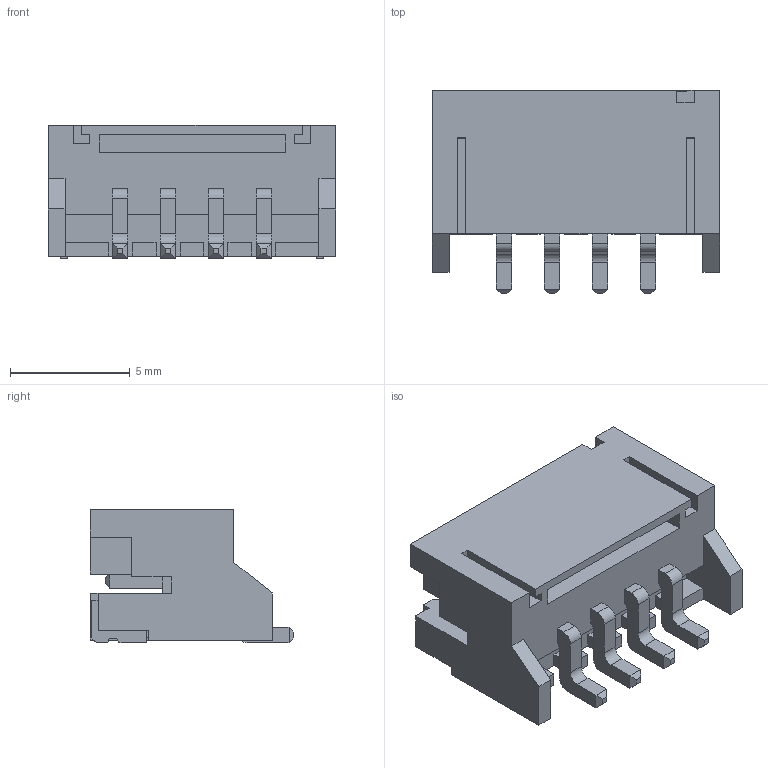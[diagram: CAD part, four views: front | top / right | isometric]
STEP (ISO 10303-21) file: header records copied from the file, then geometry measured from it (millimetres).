
FILE_DESCRIPTION (( 'STEP AP214' ), '1' );
FILE_NAME ('CONN-SMD_PH2.0-4PWB.step', '2022-08-01T08:33:47', ( '' ), ( '' ), 'SwSTEP 2.0', 'SolidWorks 2020', '' );
FILE_SCHEMA (( 'AUTOMOTIVE_DESIGN' ));
Length unit declared in the file: millimetre
Products named in the file (1): CONN-SMD_PH2.0-4PWB
Bounding box: 12 x 8.5 x 5.56 mm (x, y, z)
Volume: 225.7 mm3; surface area: 613.9 mm2
Topology: 14 solids, 14 shells, 518 faces, 1378 edges, 904 vertices
Faces by surface type: plane 386, bspline 114, cylinder 18
Entity records: 21342 total; most frequent: CARTESIAN_POINT 5163, ORIENTED_EDGE 2756, DIRECTION 1994, EDGE_CURVE 1378, LINE 1108, VECTOR 1108, VERTEX_POINT 904, EDGE_LOOP 546
